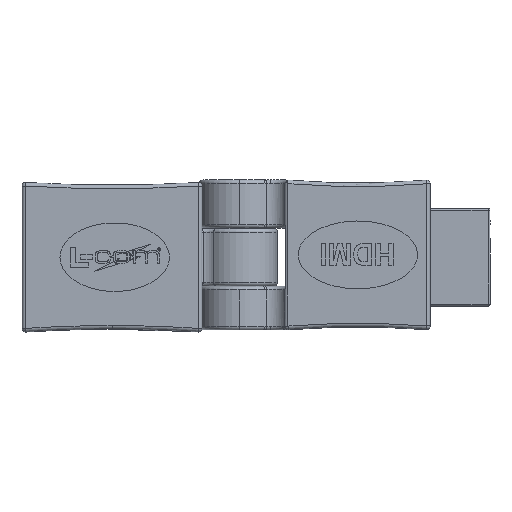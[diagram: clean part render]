
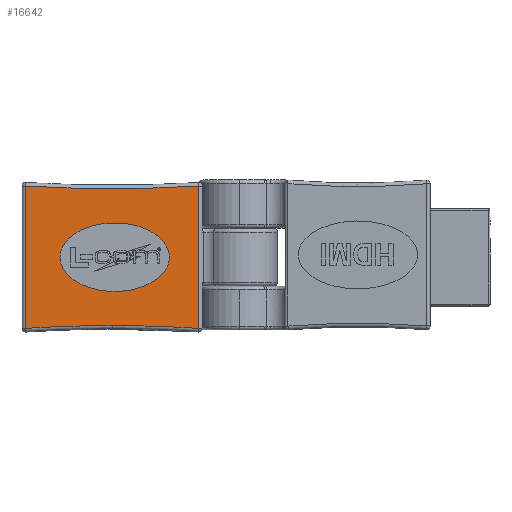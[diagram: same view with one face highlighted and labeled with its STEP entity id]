
A CAD part, top view. The second image highlights one B-rep face of the part: STEP entity #16642.
In plain terms, the highlighted face is planar.
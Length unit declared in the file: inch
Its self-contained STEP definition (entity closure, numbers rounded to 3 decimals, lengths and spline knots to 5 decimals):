
#1128 = FACE_BOUND ( 'NONE', #36290, .T. ) ;
#1132 = FACE_OUTER_BOUND ( 'NONE', #36289, .T. ) ;
#10961 = VERTEX_POINT ( 'NONE', #49011 ) ;
#10962 = VERTEX_POINT ( 'NONE', #49012 ) ;
#11045 = VERTEX_POINT ( 'NONE', #49095 ) ;
#11117 = VERTEX_POINT ( 'NONE', #49167 ) ;
#11184 = VERTEX_POINT ( 'NONE', #49234 ) ;
#11192 = VERTEX_POINT ( 'NONE', #49242 ) ;
#11463 = VERTEX_POINT ( 'NONE', #49512 ) ;
#14605 = DIRECTION ( 'NONE',  ( 0., 1., 0. ) ) ;
#14614 = CARTESIAN_POINT ( 'NONE',  ( 0., -0.223, -0.42 ) ) ;
#14616 = PLANE ( 'NONE',  #17104 ) ;
#14618 = DIRECTION ( 'NONE',  ( 0., 0., 1. ) ) ;
#16642 = ADVANCED_FACE ( 'NONE', ( #1128, #1132 ), #14616, .F. ) ;
#17104 = AXIS2_PLACEMENT_3D ( 'NONE', #14614, #14605, #14618 ) ;
#17942 = AXIS2_PLACEMENT_3D ( 'NONE', #34094, #34096, #34098 ) ;
#18034 = AXIS2_PLACEMENT_3D ( 'NONE', #40189, #40190, #40191 ) ;
#18038 = AXIS2_PLACEMENT_3D ( 'NONE', #40193, #40195, #40196 ) ;
#23858 = EDGE_CURVE ( 'NONE', #10962, #11192, #42984, .T. ) ;
#23881 = EDGE_CURVE ( 'NONE', #11117, #11184, #30778, .T. ) ;
#23890 = EDGE_CURVE ( 'NONE', #10961, #11045, #30797, .T. ) ;
#24106 = EDGE_CURVE ( 'NONE', #11192, #10962, #43037, .T. ) ;
#24107 = EDGE_CURVE ( 'NONE', #11045, #11117, #31276, .T. ) ;
#24108 = EDGE_CURVE ( 'NONE', #11184, #11463, #31278, .T. ) ;
#24109 = EDGE_CURVE ( 'NONE', #11463, #10961, #31281, .T. ) ;
#30778 = LINE ( 'NONE', #34030, #30788 ) ;
#30788 = VECTOR ( 'NONE', #34038, 39.37008 ) ;
#30797 = CIRCLE ( 'NONE', #17942, 7.52924 ) ;
#31276 = CIRCLE ( 'NONE', #18034, 7.52924 ) ;
#31278 = CIRCLE ( 'NONE', #18038, 7.52924 ) ;
#31281 = LINE ( 'NONE', #40186, #31287 ) ;
#31287 = VECTOR ( 'NONE', #40188, 39.37008 ) ;
#33885 = CARTESIAN_POINT ( 'NONE',  ( -0.18442, -0.223, 0. ) ) ;
#33889 = CARTESIAN_POINT ( 'NONE',  ( -0.18442, -0.223, 0.38477 ) ) ;
#33899 = CARTESIAN_POINT ( 'NONE',  ( -0.79713, -0.223, 0.38477 ) ) ;
#33900 = CARTESIAN_POINT ( 'NONE',  ( -0.79713, -0.223, 0. ) ) ;
#34030 = CARTESIAN_POINT ( 'NONE',  ( -0.02155, -0.223, -0.42 ) ) ;
#34038 = DIRECTION ( 'NONE',  ( 0., 0., 1. ) ) ;
#34094 = CARTESIAN_POINT ( 'NONE',  ( -0.505, -0.223, -7.91224 ) ) ;
#34096 = DIRECTION ( 'NONE',  ( 0., 1., 0. ) ) ;
#34098 = DIRECTION ( 'NONE',  ( 0., 0., 1. ) ) ;
#36289 = EDGE_LOOP ( 'NONE', ( #53589, #53590, #53591, #53592, #53593 ) ) ;
#36290 = EDGE_LOOP ( 'NONE', ( #53587, #53588 ) ) ;
#40175 = CARTESIAN_POINT ( 'NONE',  ( -0.79713, -0.223, 0. ) ) ;
#40176 = CARTESIAN_POINT ( 'NONE',  ( -0.79713, -0.223, -0.38477 ) ) ;
#40181 = CARTESIAN_POINT ( 'NONE',  ( -0.18442, -0.223, -0.38477 ) ) ;
#40182 = CARTESIAN_POINT ( 'NONE',  ( -0.18442, -0.223, 0. ) ) ;
#40186 = CARTESIAN_POINT ( 'NONE',  ( -0.99, -0.223, -0.42 ) ) ;
#40188 = DIRECTION ( 'NONE',  ( 0., 0., -1. ) ) ;
#40189 = CARTESIAN_POINT ( 'NONE',  ( -0.505, -0.223, -7.91224 ) ) ;
#40190 = DIRECTION ( 'NONE',  ( 0., 1., 0. ) ) ;
#40191 = DIRECTION ( 'NONE',  ( 0., 0., 1. ) ) ;
#40193 = CARTESIAN_POINT ( 'NONE',  ( -0.505, -0.223, 7.91224 ) ) ;
#40195 = DIRECTION ( 'NONE',  ( 0., 1., 0. ) ) ;
#40196 = DIRECTION ( 'NONE',  ( 0., 0., 1. ) ) ;
#42984 =( BOUNDED_CURVE ( )  B_SPLINE_CURVE ( 3, ( #33885, #33889, #33899, #33900 ),
 .UNSPECIFIED., .F., .T. ) 
 B_SPLINE_CURVE_WITH_KNOTS ( ( 4, 4 ),
 ( 3.14159, 6.28319 ),
 .UNSPECIFIED. ) 
 CURVE ( )  GEOMETRIC_REPRESENTATION_ITEM ( )  RATIONAL_B_SPLINE_CURVE ( ( 1., 0.333, 0.333, 1. ) ) 
 REPRESENTATION_ITEM ( '' )  );
#43037 =( BOUNDED_CURVE ( )  B_SPLINE_CURVE ( 3, ( #40175, #40176, #40181, #40182 ),
 .UNSPECIFIED., .F., .F. ) 
 B_SPLINE_CURVE_WITH_KNOTS ( ( 4, 4 ),
 ( 0., 3.14159 ),
 .UNSPECIFIED. ) 
 CURVE ( )  GEOMETRIC_REPRESENTATION_ITEM ( )  RATIONAL_B_SPLINE_CURVE ( ( 1., 0.333, 0.333, 1. ) ) 
 REPRESENTATION_ITEM ( '' )  );
#49011 = CARTESIAN_POINT ( 'NONE',  ( -0.99, -0.223, -0.39864 ) ) ;
#49012 = CARTESIAN_POINT ( 'NONE',  ( -0.18442, -0.223, 0. ) ) ;
#49095 = CARTESIAN_POINT ( 'NONE',  ( -0.505, -0.223, -0.383 ) ) ;
#49167 = CARTESIAN_POINT ( 'NONE',  ( -0.02155, -0.223, -0.39854 ) ) ;
#49234 = CARTESIAN_POINT ( 'NONE',  ( -0.02155, -0.223, 0.39854 ) ) ;
#49242 = CARTESIAN_POINT ( 'NONE',  ( -0.79713, -0.223, 0. ) ) ;
#49512 = CARTESIAN_POINT ( 'NONE',  ( -0.99, -0.223, 0.39864 ) ) ;
#53587 = ORIENTED_EDGE ( 'NONE', *, *, #24106, .F. ) ;
#53588 = ORIENTED_EDGE ( 'NONE', *, *, #23858, .F. ) ;
#53589 = ORIENTED_EDGE ( 'NONE', *, *, #23890, .T. ) ;
#53590 = ORIENTED_EDGE ( 'NONE', *, *, #24107, .T. ) ;
#53591 = ORIENTED_EDGE ( 'NONE', *, *, #23881, .T. ) ;
#53592 = ORIENTED_EDGE ( 'NONE', *, *, #24108, .T. ) ;
#53593 = ORIENTED_EDGE ( 'NONE', *, *, #24109, .T. ) ;
